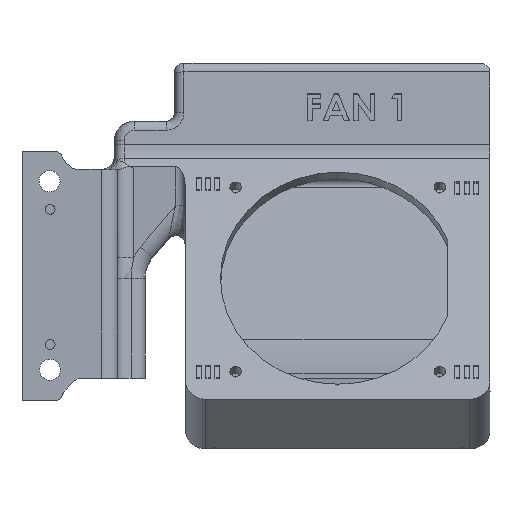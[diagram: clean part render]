
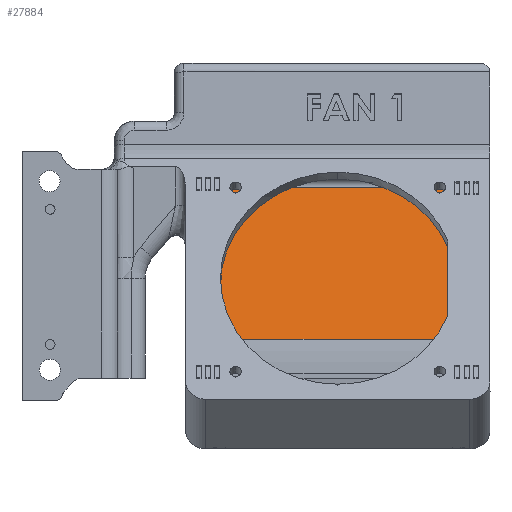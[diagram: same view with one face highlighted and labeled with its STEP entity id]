
A CAD part, left-side view. The second image highlights one B-rep face of the part: STEP entity #27884.
In plain terms, the highlighted planar face has unit normal (-0.972, 0, 0.234).
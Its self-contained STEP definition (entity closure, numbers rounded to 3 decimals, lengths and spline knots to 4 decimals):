
#749 = VECTOR ( 'NONE', #1792, 39.3701 ) ;
#1792 = DIRECTION ( 'NONE',  ( -0.234, 0., -0.972 ) ) ;
#2431 = CARTESIAN_POINT ( 'NONE',  ( 4.5457, -0.334, 4.2837 ) ) ;
#4279 = VECTOR ( 'NONE', #22627, 39.3701 ) ;
#4919 = CARTESIAN_POINT ( 'NONE',  ( 4.5627, -1.9277, 4.3542 ) ) ;
#5383 = CARTESIAN_POINT ( 'NONE',  ( 4.3439, -0.334, 3.4453 ) ) ;
#7183 = VECTOR ( 'NONE', #27717, 39.3701 ) ;
#8139 = ORIENTED_EDGE ( 'NONE', *, *, #16680, .T. ) ;
#8241 = EDGE_CURVE ( 'NONE', #28432, #34772, #8936, .T. ) ;
#8936 = LINE ( 'NONE', #5383, #749 ) ;
#9958 = ORIENTED_EDGE ( 'NONE', *, *, #34074, .T. ) ;
#10137 = VECTOR ( 'NONE', #12959, 39.3701 ) ;
#10931 = VERTEX_POINT ( 'NONE', #16385 ) ;
#12959 = DIRECTION ( 'NONE',  ( 0., 1., 0. ) ) ;
#15422 = CARTESIAN_POINT ( 'NONE',  ( 4.5457, -0.334, 4.2837 ) ) ;
#16141 = CARTESIAN_POINT ( 'NONE',  ( 4.3368, -0.334, 3.4159 ) ) ;
#16385 = CARTESIAN_POINT ( 'NONE',  ( 4.5627, -0.349, 4.3542 ) ) ;
#16565 = CARTESIAN_POINT ( 'NONE',  ( 4.5627, -0.289, 4.3542 ) ) ;
#16680 = EDGE_CURVE ( 'NONE', #10931, #28432, #31809, .T. ) ;
#16972 = CARTESIAN_POINT ( 'NONE',  ( 4.3368, -1.9277, 3.4159 ) ) ;
#17996 = VERTEX_POINT ( 'NONE', #4919 ) ;
#18108 = VERTEX_POINT ( 'NONE', #16972 ) ;
#18470 = ORIENTED_EDGE ( 'NONE', *, *, #8241, .T. ) ;
#19015 = CARTESIAN_POINT ( 'NONE',  ( 4.5556, -0.334, 4.325 ) ) ;
#20152 = LINE ( 'NONE', #16565, #10137 ) ;
#20476 = DIRECTION ( 'NONE',  ( -0.234, 0., -0.972 ) ) ;
#22590 = CARTESIAN_POINT ( 'NONE',  ( 4.5627, -0.3402, 4.3542 ) ) ;
#22624 = EDGE_CURVE ( 'NONE', #18108, #17996, #34914, .T. ) ;
#22627 = DIRECTION ( 'NONE',  ( 0., -1., 0. ) ) ;
#24089 = DIRECTION ( 'NONE',  ( 0.972, 0., -0.234 ) ) ;
#25358 = EDGE_LOOP ( 'NONE', ( #8139, #18470, #26378, #34221, #9958 ) ) ;
#26196 = CARTESIAN_POINT ( 'NONE',  ( 4.5627, -0.349, 4.3542 ) ) ;
#26235 = CARTESIAN_POINT ( 'NONE',  ( 4.3368, -0.289, 3.4159 ) ) ;
#26378 = ORIENTED_EDGE ( 'NONE', *, *, #34526, .T. ) ;
#26450 = AXIS2_PLACEMENT_3D ( 'NONE', #27661, #24089, #20476 ) ;
#27661 = CARTESIAN_POINT ( 'NONE',  ( 4.5817, -0.289, 4.4332 ) ) ;
#27717 = DIRECTION ( 'NONE',  ( 0.234, 0., 0.972 ) ) ;
#27884 = ADVANCED_FACE ( 'NONE', ( #29179 ), #31270, .F. ) ;
#28432 = VERTEX_POINT ( 'NONE', #2431 ) ;
#29179 = FACE_OUTER_BOUND ( 'NONE', #25358, .T. ) ;
#29827 = LINE ( 'NONE', #26235, #4279 ) ;
#31270 = PLANE ( 'NONE',  #26450 ) ;
#31328 = CARTESIAN_POINT ( 'NONE',  ( 4.5817, -1.9277, 4.4332 ) ) ;
#31809 =( BOUNDED_CURVE ( )  B_SPLINE_CURVE ( 3, ( #26196, #22590, #19015, #15422 ),
 .UNSPECIFIED., .F., .F. ) 
 B_SPLINE_CURVE_WITH_KNOTS ( ( 4, 4 ),
 ( 0., 1.5708 ),
 .UNSPECIFIED. ) 
 CURVE ( )  GEOMETRIC_REPRESENTATION_ITEM ( )  RATIONAL_B_SPLINE_CURVE ( ( 1., 0.805, 0.805, 1. ) ) 
 REPRESENTATION_ITEM ( '' )  );
#34074 = EDGE_CURVE ( 'NONE', #17996, #10931, #20152, .T. ) ;
#34221 = ORIENTED_EDGE ( 'NONE', *, *, #22624, .T. ) ;
#34526 = EDGE_CURVE ( 'NONE', #34772, #18108, #29827, .T. ) ;
#34772 = VERTEX_POINT ( 'NONE', #16141 ) ;
#34914 = LINE ( 'NONE', #31328, #7183 ) ;
